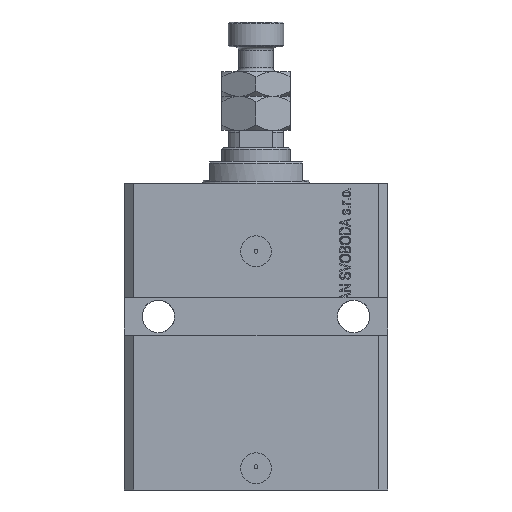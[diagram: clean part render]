
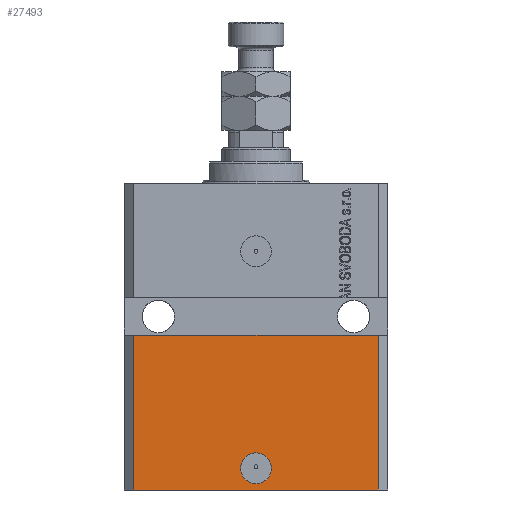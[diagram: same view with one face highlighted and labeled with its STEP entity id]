
A CAD part, front view. The second image highlights one B-rep face of the part: STEP entity #27493.
In plain terms, the highlighted planar face has unit normal (0, -1, 0).
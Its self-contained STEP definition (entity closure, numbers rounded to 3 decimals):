
#384 = DIRECTION ( 'NONE',  ( 0., -1., 0. ) ) ;
#521 = LINE ( 'NONE', #14992, #28127 ) ;
#613 = ORIENTED_EDGE ( 'NONE', *, *, #26557, .T. ) ;
#887 = EDGE_CURVE ( 'NONE', #24236, #32223, #521, .T. ) ;
#2195 = DIRECTION ( 'NONE',  ( 1., 0., 0. ) ) ;
#2697 = DIRECTION ( 'NONE',  ( 1., 0., 0. ) ) ;
#2939 = DIRECTION ( 'NONE',  ( 0., 0., 1. ) ) ;
#7664 = VERTEX_POINT ( 'NONE', #44305 ) ;
#8949 = FACE_BOUND ( 'NONE', #12092, .T. ) ;
#11812 = EDGE_CURVE ( 'NONE', #42372, #24236, #19915, .T. ) ;
#11952 = EDGE_CURVE ( 'NONE', #7664, #40356, #47255, .T. ) ;
#12092 = EDGE_LOOP ( 'NONE', ( #16067, #21016 ) ) ;
#12305 = AXIS2_PLACEMENT_3D ( 'NONE', #43785, #21371, #2697 ) ;
#12498 = EDGE_CURVE ( 'NONE', #40356, #7664, #30630, .T. ) ;
#12694 = DIRECTION ( 'NONE',  ( 0., 0., -1. ) ) ;
#13938 = ORIENTED_EDGE ( 'NONE', *, *, #11812, .F. ) ;
#14992 = CARTESIAN_POINT ( 'NONE',  ( -42.5, -31.5, -49. ) ) ;
#15509 = VECTOR ( 'NONE', #35562, 1000. ) ;
#15515 = CARTESIAN_POINT ( 'NONE',  ( 5., -31.5, -92. ) ) ;
#16067 = ORIENTED_EDGE ( 'NONE', *, *, #12498, .F. ) ;
#16192 = PLANE ( 'NONE',  #34172 ) ;
#17951 = VECTOR ( 'NONE', #2195, 1000. ) ;
#18745 = EDGE_CURVE ( 'NONE', #42372, #28398, #36299, .T. ) ;
#19915 = LINE ( 'NONE', #35805, #15509 ) ;
#21016 = ORIENTED_EDGE ( 'NONE', *, *, #11952, .F. ) ;
#21371 = DIRECTION ( 'NONE',  ( 0., -1., 0. ) ) ;
#21678 = ORIENTED_EDGE ( 'NONE', *, *, #18745, .T. ) ;
#23010 = CARTESIAN_POINT ( 'NONE',  ( -39.5, -31.5, -99. ) ) ;
#24236 = VERTEX_POINT ( 'NONE', #43496 ) ;
#25629 = ORIENTED_EDGE ( 'NONE', *, *, #887, .F. ) ;
#25905 = CARTESIAN_POINT ( 'NONE',  ( 39.5, -31.5, -49. ) ) ;
#26557 = EDGE_CURVE ( 'NONE', #28398, #32223, #44776, .T. ) ;
#27493 = ADVANCED_FACE ( 'NONE', ( #8949, #43554 ), #16192, .T. ) ;
#27611 = CARTESIAN_POINT ( 'NONE',  ( -39.5, -31.5, -99. ) ) ;
#27628 = DIRECTION ( 'NONE',  ( 0., -1., 0. ) ) ;
#28127 = VECTOR ( 'NONE', #41612, 1000. ) ;
#28398 = VERTEX_POINT ( 'NONE', #48996 ) ;
#30020 = DIRECTION ( 'NONE',  ( 1., 0., 0. ) ) ;
#30630 = CIRCLE ( 'NONE', #41761, 5. ) ;
#32223 = VERTEX_POINT ( 'NONE', #25905 ) ;
#33803 = CARTESIAN_POINT ( 'NONE',  ( 39.5, -31.5, -99. ) ) ;
#34172 = AXIS2_PLACEMENT_3D ( 'NONE', #39321, #27628, #12694 ) ;
#35562 = DIRECTION ( 'NONE',  ( 0., 0., 1. ) ) ;
#35805 = CARTESIAN_POINT ( 'NONE',  ( -39.5, -31.5, -99. ) ) ;
#36299 = LINE ( 'NONE', #27611, #17951 ) ;
#37339 = VECTOR ( 'NONE', #2939, 1000. ) ;
#37502 = CARTESIAN_POINT ( 'NONE',  ( 0., -31.5, -92. ) ) ;
#39321 = CARTESIAN_POINT ( 'NONE',  ( -39.5, -31.5, -99. ) ) ;
#40356 = VERTEX_POINT ( 'NONE', #15515 ) ;
#40666 = EDGE_LOOP ( 'NONE', ( #25629, #13938, #21678, #613 ) ) ;
#41612 = DIRECTION ( 'NONE',  ( 1., 0., 0. ) ) ;
#41761 = AXIS2_PLACEMENT_3D ( 'NONE', #37502, #384, #30020 ) ;
#42372 = VERTEX_POINT ( 'NONE', #23010 ) ;
#43496 = CARTESIAN_POINT ( 'NONE',  ( -39.5, -31.5, -49. ) ) ;
#43554 = FACE_OUTER_BOUND ( 'NONE', #40666, .T. ) ;
#43785 = CARTESIAN_POINT ( 'NONE',  ( 0., -31.5, -92. ) ) ;
#44305 = CARTESIAN_POINT ( 'NONE',  ( -5., -31.5, -92. ) ) ;
#44776 = LINE ( 'NONE', #33803, #37339 ) ;
#47255 = CIRCLE ( 'NONE', #12305, 5. ) ;
#48996 = CARTESIAN_POINT ( 'NONE',  ( 39.5, -31.5, -99. ) ) ;
